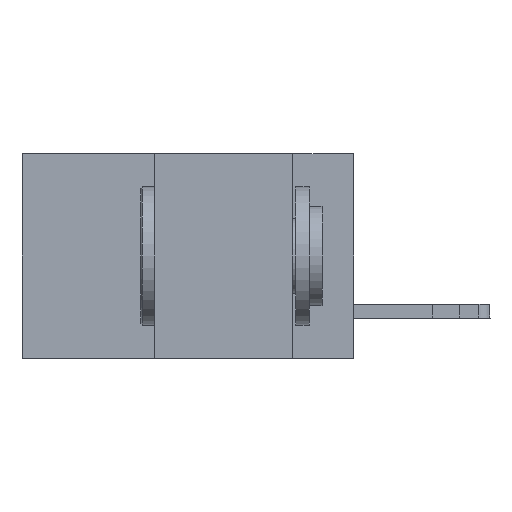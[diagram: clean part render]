
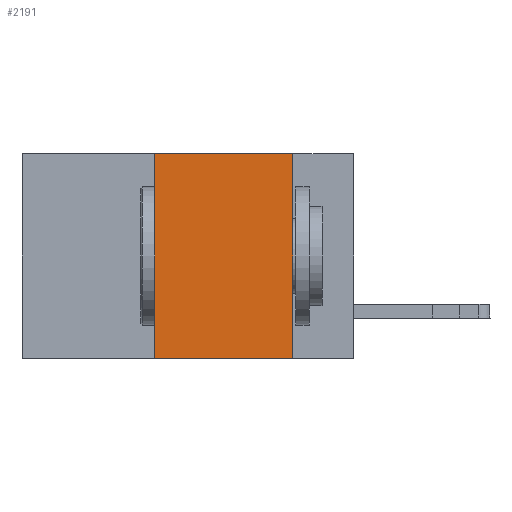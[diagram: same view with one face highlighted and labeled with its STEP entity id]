
A CAD part, left-side view. The second image highlights one B-rep face of the part: STEP entity #2191.
In plain terms, the highlighted planar face has unit normal (-1, 0, 0).
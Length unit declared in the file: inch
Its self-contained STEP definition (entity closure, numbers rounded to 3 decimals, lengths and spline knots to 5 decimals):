
#244 = EDGE_CURVE ( 'NONE', #17392, #2519, #2795, .T. ) ;
#762 = ORIENTED_EDGE ( 'NONE', *, *, #16218, .F. ) ;
#1309 = LINE ( 'NONE', #5350, #12147 ) ;
#2191 = ADVANCED_FACE ( 'NONE', ( #10870 ), #6755, .F. ) ;
#2519 = VERTEX_POINT ( 'NONE', #12564 ) ;
#2679 = EDGE_LOOP ( 'NONE', ( #11636, #7432, #762, #7303 ) ) ;
#2795 = LINE ( 'NONE', #5240, #11172 ) ;
#3599 = DIRECTION ( 'NONE',  ( 0., -1., 0. ) ) ;
#4025 = DIRECTION ( 'NONE',  ( 0., -1., 0. ) ) ;
#4398 = LINE ( 'NONE', #7704, #15102 ) ;
#5240 = CARTESIAN_POINT ( 'NONE',  ( 0., 0.6, -0.37 ) ) ;
#5350 = CARTESIAN_POINT ( 'NONE',  ( 0., 0.6, 0. ) ) ;
#6308 = DIRECTION ( 'NONE',  ( 0., 0., -1. ) ) ;
#6366 = DIRECTION ( 'NONE',  ( 0., 0., -1. ) ) ;
#6497 = DIRECTION ( 'NONE',  ( 1., 0., 0. ) ) ;
#6548 = LINE ( 'NONE', #10984, #10239 ) ;
#6554 = CARTESIAN_POINT ( 'NONE',  ( 0., 0.6, 0. ) ) ;
#6755 = PLANE ( 'NONE',  #10058 ) ;
#6761 = CARTESIAN_POINT ( 'NONE',  ( 0., 0.36, -0.37 ) ) ;
#7303 = ORIENTED_EDGE ( 'NONE', *, *, #244, .T. ) ;
#7432 = ORIENTED_EDGE ( 'NONE', *, *, #12648, .F. ) ;
#7704 = CARTESIAN_POINT ( 'NONE',  ( 0., 0.11, 0. ) ) ;
#8467 = VERTEX_POINT ( 'NONE', #10977 ) ;
#8630 = CARTESIAN_POINT ( 'NONE',  ( 0., 0.11, 0. ) ) ;
#10058 = AXIS2_PLACEMENT_3D ( 'NONE', #6554, #6497, #6366 ) ;
#10239 = VECTOR ( 'NONE', #16446, 39.37008 ) ;
#10870 = FACE_OUTER_BOUND ( 'NONE', #2679, .T. ) ;
#10977 = CARTESIAN_POINT ( 'NONE',  ( 0., 0.36, 0. ) ) ;
#10984 = CARTESIAN_POINT ( 'NONE',  ( 0., 0.36, 0. ) ) ;
#11172 = VECTOR ( 'NONE', #3599, 39.37008 ) ;
#11636 = ORIENTED_EDGE ( 'NONE', *, *, #14194, .F. ) ;
#12147 = VECTOR ( 'NONE', #4025, 39.37008 ) ;
#12564 = CARTESIAN_POINT ( 'NONE',  ( 0., 0.11, -0.37 ) ) ;
#12648 = EDGE_CURVE ( 'NONE', #8467, #13395, #1309, .T. ) ;
#13395 = VERTEX_POINT ( 'NONE', #8630 ) ;
#14194 = EDGE_CURVE ( 'NONE', #13395, #2519, #4398, .T. ) ;
#15102 = VECTOR ( 'NONE', #6308, 39.37008 ) ;
#16218 = EDGE_CURVE ( 'NONE', #17392, #8467, #6548, .T. ) ;
#16446 = DIRECTION ( 'NONE',  ( 0., 0., 1. ) ) ;
#17392 = VERTEX_POINT ( 'NONE', #6761 ) ;
